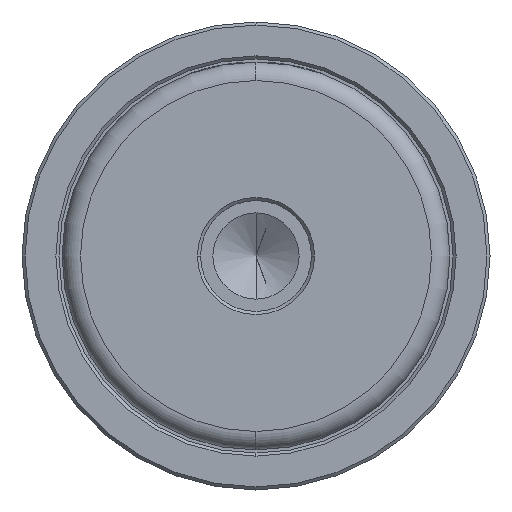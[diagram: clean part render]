
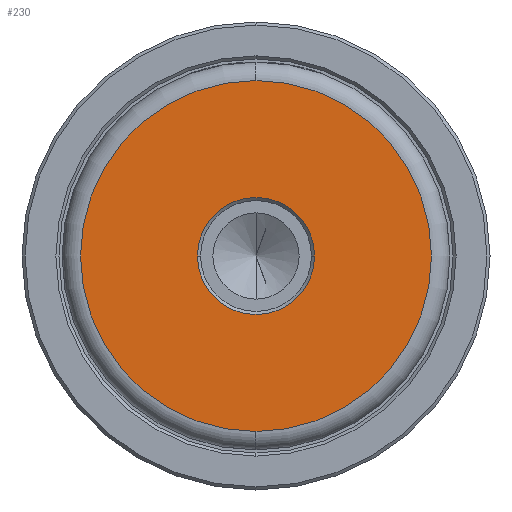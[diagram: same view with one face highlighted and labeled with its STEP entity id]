
A CAD part, left-side view. The second image highlights one B-rep face of the part: STEP entity #230.
In plain terms, the highlighted planar face has unit normal (-1, 0, 0).
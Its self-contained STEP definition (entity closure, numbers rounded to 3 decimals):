
#22 = CIRCLE ( 'NONE', #2526, 9.5 ) ;
#50 = EDGE_CURVE ( 'NONE', #1507, #613, #408, .T. ) ;
#142 = EDGE_CURVE ( 'NONE', #455, #1917, #22, .T. ) ;
#230 = ADVANCED_FACE ( 'NONE', ( #2497, #920 ), #403, .T. ) ;
#281 = ORIENTED_EDGE ( 'NONE', *, *, #1097, .T. ) ;
#403 = PLANE ( 'NONE',  #1391 ) ;
#408 = CIRCLE ( 'NONE', #2123, 28.497 ) ;
#433 = DIRECTION ( 'NONE',  ( -1., 0., 0. ) ) ;
#455 = VERTEX_POINT ( 'NONE', #1377 ) ;
#528 = EDGE_LOOP ( 'NONE', ( #1160, #2308 ) ) ;
#613 = VERTEX_POINT ( 'NONE', #1294 ) ;
#619 = AXIS2_PLACEMENT_3D ( 'NONE', #2348, #1114, #2542 ) ;
#627 = CARTESIAN_POINT ( 'NONE',  ( 0., 0., 0. ) ) ;
#720 = CARTESIAN_POINT ( 'NONE',  ( 0., 0., 0. ) ) ;
#732 = EDGE_CURVE ( 'NONE', #1917, #455, #2135, .T. ) ;
#880 = CARTESIAN_POINT ( 'NONE',  ( 0., 0., 0. ) ) ;
#920 = FACE_OUTER_BOUND ( 'NONE', #2334, .T. ) ;
#921 = DIRECTION ( 'NONE',  ( 0., 0., 1. ) ) ;
#1002 = CARTESIAN_POINT ( 'NONE',  ( 0., 0., 28.497 ) ) ;
#1083 = DIRECTION ( 'NONE',  ( 0., 0., 1. ) ) ;
#1097 = EDGE_CURVE ( 'NONE', #613, #1507, #2314, .T. ) ;
#1114 = DIRECTION ( 'NONE',  ( 1., 0., 0. ) ) ;
#1160 = ORIENTED_EDGE ( 'NONE', *, *, #732, .T. ) ;
#1294 = CARTESIAN_POINT ( 'NONE',  ( 0., 0., -28.497 ) ) ;
#1377 = CARTESIAN_POINT ( 'NONE',  ( 0., 9.5, 0. ) ) ;
#1391 = AXIS2_PLACEMENT_3D ( 'NONE', #627, #1444, #2278 ) ;
#1402 = AXIS2_PLACEMENT_3D ( 'NONE', #720, #2154, #921 ) ;
#1444 = DIRECTION ( 'NONE',  ( -1., 0., 0. ) ) ;
#1507 = VERTEX_POINT ( 'NONE', #1002 ) ;
#1675 = CARTESIAN_POINT ( 'NONE',  ( 0., 0., 0. ) ) ;
#1883 = DIRECTION ( 'NONE',  ( 0., 0., 1. ) ) ;
#1917 = VERTEX_POINT ( 'NONE', #2053 ) ;
#2053 = CARTESIAN_POINT ( 'NONE',  ( 0., -9.5, 0. ) ) ;
#2123 = AXIS2_PLACEMENT_3D ( 'NONE', #1675, #433, #1883 ) ;
#2135 = CIRCLE ( 'NONE', #619, 9.5 ) ;
#2154 = DIRECTION ( 'NONE',  ( -1., 0., 0. ) ) ;
#2180 = ORIENTED_EDGE ( 'NONE', *, *, #50, .T. ) ;
#2278 = DIRECTION ( 'NONE',  ( 0., 0., 1. ) ) ;
#2308 = ORIENTED_EDGE ( 'NONE', *, *, #142, .T. ) ;
#2314 = CIRCLE ( 'NONE', #1402, 28.497 ) ;
#2316 = DIRECTION ( 'NONE',  ( 1., 0., 0. ) ) ;
#2334 = EDGE_LOOP ( 'NONE', ( #2180, #281 ) ) ;
#2348 = CARTESIAN_POINT ( 'NONE',  ( 0., 0., 0. ) ) ;
#2497 = FACE_BOUND ( 'NONE', #528, .T. ) ;
#2526 = AXIS2_PLACEMENT_3D ( 'NONE', #880, #2316, #1083 ) ;
#2542 = DIRECTION ( 'NONE',  ( 0., 0., 1. ) ) ;
